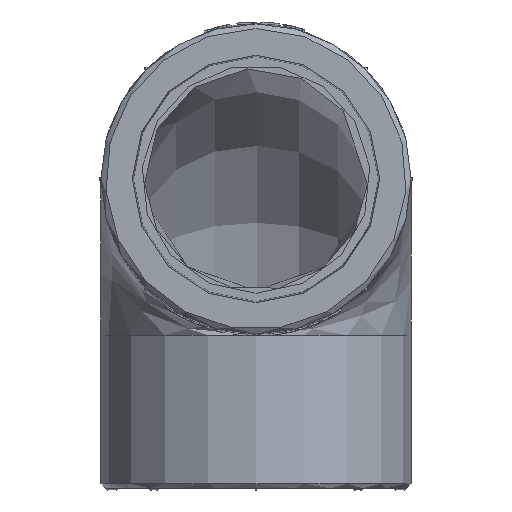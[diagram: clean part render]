
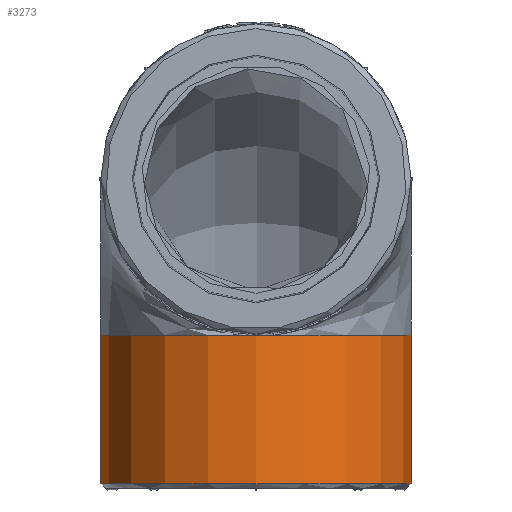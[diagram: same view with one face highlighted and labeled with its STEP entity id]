
A CAD part, front view. The second image highlights one B-rep face of the part: STEP entity #3273.
In plain terms, the highlighted cylindrical face has radius 20.25 mm (diameter 40.5 mm), a full revolution.
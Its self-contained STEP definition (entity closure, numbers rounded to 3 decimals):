
#3273=ADVANCED_FACE('',(#5036,#5037),#4917,.T.);
#4917=CYLINDRICAL_SURFACE('',#31792,20.25);
#5036=FACE_BOUND('',#5139,.T.);
#5037=FACE_BOUND('',#5140,.T.);
#5139=EDGE_LOOP('',(#14258));
#5140=EDGE_LOOP('',(#14259));
#14258=ORIENTED_EDGE('',*,*,#26926,.T.);
#14259=ORIENTED_EDGE('',*,*,#26925,.T.);
#23736=VERTEX_POINT('',#45285);
#23737=VERTEX_POINT('',#45399);
#26925=EDGE_CURVE('',#23736,#23736,#30501,.T.);
#26926=EDGE_CURVE('',#23737,#23737,#30502,.T.);
#30501=CIRCLE('',#31790,20.25);
#30502=CIRCLE('',#31791,20.25);
#31790=AXIS2_PLACEMENT_3D('',#45284,#36312,#36313);
#31791=AXIS2_PLACEMENT_3D('',#45398,#36314,#36315);
#31792=AXIS2_PLACEMENT_3D('',#45400,#36316,#36317);
#36312=DIRECTION('',(0.,0.,-1.));
#36313=DIRECTION('',(1.,0.,0.));
#36314=DIRECTION('',(0.,0.,1.));
#36315=DIRECTION('',(-1.,0.,0.));
#36316=DIRECTION('',(0.,0.,1.));
#36317=DIRECTION('',(1.,0.,0.));
#45284=CARTESIAN_POINT('',(0.,-81.727,-219.05));
#45285=CARTESIAN_POINT('',(-20.25,-81.727,-219.05));
#45398=CARTESIAN_POINT('',(0.,-81.727,-238.45));
#45399=CARTESIAN_POINT('',(-20.25,-81.727,-238.45));
#45400=CARTESIAN_POINT('',(0.,-81.727,-226.25));
